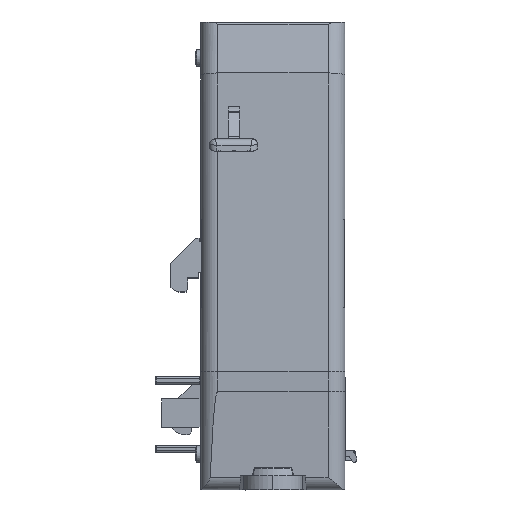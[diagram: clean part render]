
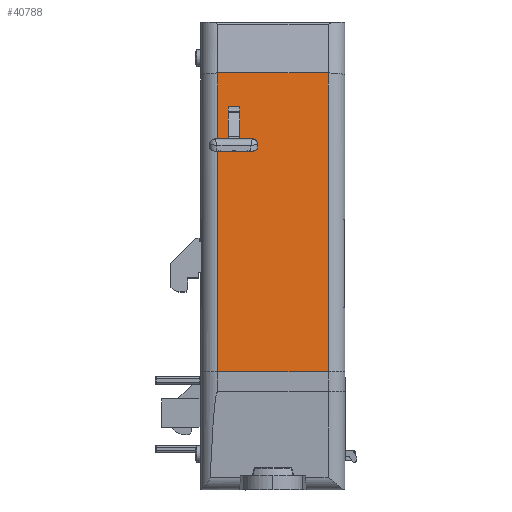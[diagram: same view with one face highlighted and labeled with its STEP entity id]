
A CAD part, front view. The second image highlights one B-rep face of the part: STEP entity #40788.
In plain terms, the highlighted planar face has unit normal (0, -0.999, 0.044).
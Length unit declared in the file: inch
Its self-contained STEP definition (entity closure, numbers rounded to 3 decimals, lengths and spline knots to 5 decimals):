
#5857 = VECTOR ( 'NONE', #183875, 39.37008 ) ;
#10977 = ORIENTED_EDGE ( 'NONE', *, *, #55137, .T. ) ;
#12802 = VERTEX_POINT ( 'NONE', #96384 ) ;
#15289 = CARTESIAN_POINT ( 'NONE',  ( -0.27094, -1.85687, -0.26054 ) ) ;
#15832 = EDGE_CURVE ( 'NONE', #24437, #41979, #92758, .T. ) ;
#16595 = CARTESIAN_POINT ( 'NONE',  ( 0.49481, -1.85687, -0.26054 ) ) ;
#18425 = CARTESIAN_POINT ( 'NONE',  ( -0.19853, -2.045, -4.56957 ) ) ;
#18714 = EDGE_LOOP ( 'NONE', ( #144713, #197220, #137369, #83370 ) ) ;
#18756 = VECTOR ( 'NONE', #137090, 39.37008 ) ;
#20850 = DIRECTION ( 'NONE',  ( 0., -0.044, -0.999 ) ) ;
#20975 = DIRECTION ( 'NONE',  ( 0., -0.999, 0.044 ) ) ;
#21879 = EDGE_CURVE ( 'NONE', #41979, #52900, #84065, .T. ) ;
#24437 = VERTEX_POINT ( 'NONE', #16595 ) ;
#26318 = CARTESIAN_POINT ( 'NONE',  ( 0.61193, -1.94742, -2.33452 ) ) ;
#39224 = CARTESIAN_POINT ( 'NONE',  ( -0.27094, -1.94742, -2.33452 ) ) ;
#40788 = ADVANCED_FACE ( 'NONE', ( #210931, #164812 ), #159610, .T. ) ;
#41979 = VERTEX_POINT ( 'NONE', #15289 ) ;
#42442 = CARTESIAN_POINT ( 'NONE',  ( -0.27094, -1.94742, -2.33452 ) ) ;
#43408 = LINE ( 'NONE', #122810, #78724 ) ;
#47260 = DIRECTION ( 'NONE',  ( -1., 0., 0. ) ) ;
#49127 = VECTOR ( 'NONE', #175258, 39.37008 ) ;
#51971 = VECTOR ( 'NONE', #47260, 39.37008 ) ;
#52900 = VERTEX_POINT ( 'NONE', #42442 ) ;
#54587 = EDGE_CURVE ( 'NONE', #12802, #52900, #153014, .T. ) ;
#55137 = EDGE_CURVE ( 'NONE', #12802, #24437, #176724, .T. ) ;
#66923 = AXIS2_PLACEMENT_3D ( 'NONE', #90324, #20975, #177786 ) ;
#67826 = VECTOR ( 'NONE', #20850, 39.37008 ) ;
#71490 = CARTESIAN_POINT ( 'NONE',  ( -0.15915, -1.86691, -0.49051 ) ) ;
#72518 = EDGE_CURVE ( 'NONE', #121654, #188297, #154810, .T. ) ;
#78724 = VECTOR ( 'NONE', #211717, 39.37008 ) ;
#80701 = CARTESIAN_POINT ( 'NONE',  ( -0.19853, -1.86691, -0.49051 ) ) ;
#81126 = CARTESIAN_POINT ( 'NONE',  ( -0.11977, -2.045, -4.56957 ) ) ;
#83370 = ORIENTED_EDGE ( 'NONE', *, *, #102067, .T. ) ;
#84065 = LINE ( 'NONE', #39224, #67826 ) ;
#90324 = CARTESIAN_POINT ( 'NONE',  ( 0.61193, -2.045, -4.56957 ) ) ;
#92758 = LINE ( 'NONE', #151494, #51971 ) ;
#93487 = CARTESIAN_POINT ( 'NONE',  ( -0.11977, -1.86691, -0.49051 ) ) ;
#96384 = CARTESIAN_POINT ( 'NONE',  ( 0.49481, -1.94742, -2.33452 ) ) ;
#99442 = ORIENTED_EDGE ( 'NONE', *, *, #54587, .F. ) ;
#102067 = EDGE_CURVE ( 'NONE', #206705, #188297, #174362, .T. ) ;
#107810 = LINE ( 'NONE', #81126, #203224 ) ;
#108398 = CARTESIAN_POINT ( 'NONE',  ( -0.19853, -1.87891, -0.76539 ) ) ;
#109887 = EDGE_CURVE ( 'NONE', #121654, #222635, #107810, .T. ) ;
#111811 = CARTESIAN_POINT ( 'NONE',  ( -0.11977, -1.87891, -0.76539 ) ) ;
#112531 = EDGE_CURVE ( 'NONE', #206705, #222635, #43408, .T. ) ;
#121654 = VERTEX_POINT ( 'NONE', #93487 ) ;
#122810 = CARTESIAN_POINT ( 'NONE',  ( 0.61193, -1.87891, -0.76539 ) ) ;
#123861 = DIRECTION ( 'NONE',  ( -1., 0., 0. ) ) ;
#124491 = EDGE_LOOP ( 'NONE', ( #99442, #10977, #146490, #198998 ) ) ;
#137090 = DIRECTION ( 'NONE',  ( 0., 0.044, 0.999 ) ) ;
#137369 = ORIENTED_EDGE ( 'NONE', *, *, #112531, .F. ) ;
#144713 = ORIENTED_EDGE ( 'NONE', *, *, #72518, .F. ) ;
#146490 = ORIENTED_EDGE ( 'NONE', *, *, #15832, .T. ) ;
#151494 = CARTESIAN_POINT ( 'NONE',  ( 0.61193, -1.85687, -0.26054 ) ) ;
#153014 = LINE ( 'NONE', #26318, #5857 ) ;
#154810 = LINE ( 'NONE', #71490, #171114 ) ;
#159610 = PLANE ( 'NONE',  #66923 ) ;
#164812 = FACE_BOUND ( 'NONE', #18714, .T. ) ;
#171114 = VECTOR ( 'NONE', #123861, 39.37008 ) ;
#174362 = LINE ( 'NONE', #18425, #49127 ) ;
#175258 = DIRECTION ( 'NONE',  ( 0., 0.044, 0.999 ) ) ;
#176724 = LINE ( 'NONE', #221478, #18756 ) ;
#177786 = DIRECTION ( 'NONE',  ( 0., -0.044, -0.999 ) ) ;
#183875 = DIRECTION ( 'NONE',  ( -1., 0., 0. ) ) ;
#186079 = DIRECTION ( 'NONE',  ( 0., -0.044, -0.999 ) ) ;
#188297 = VERTEX_POINT ( 'NONE', #80701 ) ;
#197220 = ORIENTED_EDGE ( 'NONE', *, *, #109887, .T. ) ;
#198998 = ORIENTED_EDGE ( 'NONE', *, *, #21879, .T. ) ;
#203224 = VECTOR ( 'NONE', #186079, 39.37008 ) ;
#206705 = VERTEX_POINT ( 'NONE', #108398 ) ;
#210931 = FACE_OUTER_BOUND ( 'NONE', #124491, .T. ) ;
#211717 = DIRECTION ( 'NONE',  ( 1., 0., 0. ) ) ;
#221478 = CARTESIAN_POINT ( 'NONE',  ( 0.49481, -2.045, -4.56957 ) ) ;
#222635 = VERTEX_POINT ( 'NONE', #111811 ) ;
